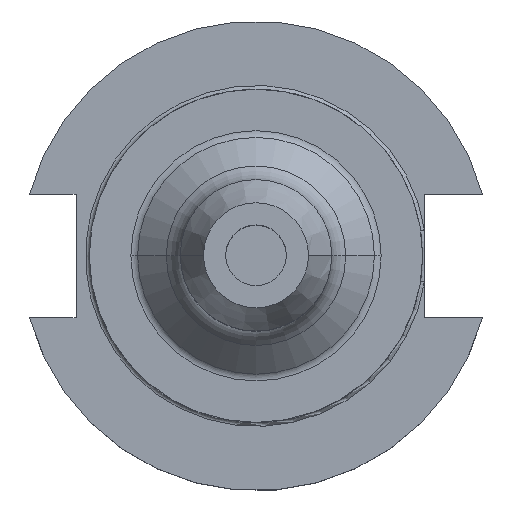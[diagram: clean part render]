
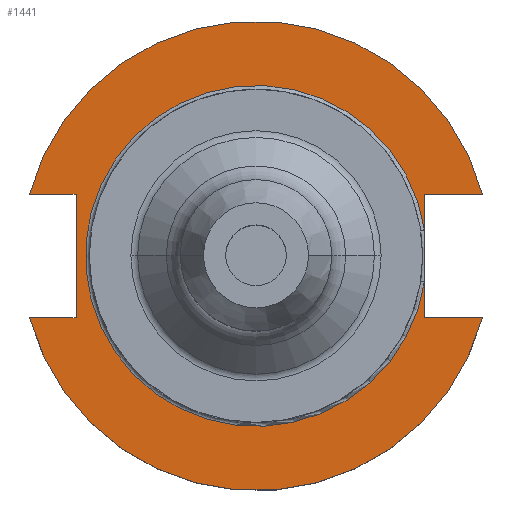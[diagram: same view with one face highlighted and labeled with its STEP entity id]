
A CAD part, top view. The second image highlights one B-rep face of the part: STEP entity #1441.
In plain terms, the highlighted planar face has unit normal (0, 0, 1).
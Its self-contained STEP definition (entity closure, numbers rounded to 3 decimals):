
#33 = ORIENTED_EDGE ( 'NONE', *, *, #589, .T. ) ;
#35 = VECTOR ( 'NONE', #45, 1000. ) ;
#45 = DIRECTION ( 'NONE',  ( 0., 1., 0. ) ) ;
#89 = EDGE_CURVE ( 'NONE', #704, #793, #164, .T. ) ;
#164 = CIRCLE ( 'NONE', #1555, 49.212 ) ;
#184 = CARTESIAN_POINT ( 'NONE',  ( -47.477, -12.954, 19.05 ) ) ;
#185 = CARTESIAN_POINT ( 'NONE',  ( -37.719, 12.954, 19.05 ) ) ;
#188 = ORIENTED_EDGE ( 'NONE', *, *, #1021, .T. ) ;
#202 = VERTEX_POINT ( 'NONE', #237 ) ;
#237 = CARTESIAN_POINT ( 'NONE',  ( 35.306, -12.954, 19.05 ) ) ;
#286 = CIRCLE ( 'NONE', #1419, 35.725 ) ;
#288 = CARTESIAN_POINT ( 'NONE',  ( 35.306, 12.954, 19.05 ) ) ;
#292 = EDGE_CURVE ( 'NONE', #425, #1741, #1773, .T. ) ;
#303 = CARTESIAN_POINT ( 'NONE',  ( 0., 0., 19.05 ) ) ;
#320 = ORIENTED_EDGE ( 'NONE', *, *, #1622, .F. ) ;
#322 = CARTESIAN_POINT ( 'NONE',  ( -63.719, -12.954, 19.05 ) ) ;
#343 = CARTESIAN_POINT ( 'NONE',  ( -47.477, 12.954, 19.05 ) ) ;
#353 = CARTESIAN_POINT ( 'NONE',  ( 47.477, -12.954, 19.05 ) ) ;
#359 = ORIENTED_EDGE ( 'NONE', *, *, #1257, .F. ) ;
#399 = EDGE_CURVE ( 'NONE', #1048, #1821, #405, .T. ) ;
#405 = LINE ( 'NONE', #185, #35 ) ;
#409 = CARTESIAN_POINT ( 'NONE',  ( 35.306, 12.954, 19.05 ) ) ;
#425 = VERTEX_POINT ( 'NONE', #1126 ) ;
#527 = DIRECTION ( 'NONE',  ( -1., 0., 0. ) ) ;
#531 = CARTESIAN_POINT ( 'NONE',  ( 35.306, 5.455, 19.05 ) ) ;
#536 = CIRCLE ( 'NONE', #736, 49.212 ) ;
#539 = DIRECTION ( 'NONE',  ( 0., -1., 0. ) ) ;
#555 = VECTOR ( 'NONE', #1767, 1000. ) ;
#589 = EDGE_CURVE ( 'NONE', #1363, #1625, #286, .T. ) ;
#590 = DIRECTION ( 'NONE',  ( 1., 0., 0. ) ) ;
#595 = ORIENTED_EDGE ( 'NONE', *, *, #292, .F. ) ;
#622 = CARTESIAN_POINT ( 'NONE',  ( 0., 0., 19.05 ) ) ;
#665 = DIRECTION ( 'NONE',  ( 0., 0., 1. ) ) ;
#677 = AXIS2_PLACEMENT_3D ( 'NONE', #841, #800, #1726 ) ;
#694 = LINE ( 'NONE', #322, #1112 ) ;
#700 = ORIENTED_EDGE ( 'NONE', *, *, #1193, .F. ) ;
#704 = VERTEX_POINT ( 'NONE', #184 ) ;
#711 = ORIENTED_EDGE ( 'NONE', *, *, #399, .F. ) ;
#736 = AXIS2_PLACEMENT_3D ( 'NONE', #1240, #1208, #1111 ) ;
#793 = VERTEX_POINT ( 'NONE', #353 ) ;
#800 = DIRECTION ( 'NONE',  ( 0., 0., 1. ) ) ;
#841 = CARTESIAN_POINT ( 'NONE',  ( 0., 49.212, 19.05 ) ) ;
#989 = VECTOR ( 'NONE', #1295, 1000. ) ;
#1021 = EDGE_CURVE ( 'NONE', #425, #1389, #536, .T. ) ;
#1041 = ORIENTED_EDGE ( 'NONE', *, *, #1599, .F. ) ;
#1048 = VERTEX_POINT ( 'NONE', #1249 ) ;
#1111 = DIRECTION ( 'NONE',  ( 1., 0., 0. ) ) ;
#1112 = VECTOR ( 'NONE', #590, 1000. ) ;
#1126 = CARTESIAN_POINT ( 'NONE',  ( 47.477, 12.954, 19.05 ) ) ;
#1132 = CARTESIAN_POINT ( 'NONE',  ( 35.306, 12.954, 19.05 ) ) ;
#1184 = DIRECTION ( 'NONE',  ( 1., 0., 0. ) ) ;
#1193 = EDGE_CURVE ( 'NONE', #704, #1048, #694, .T. ) ;
#1208 = DIRECTION ( 'NONE',  ( 0., 0., 1. ) ) ;
#1229 = CARTESIAN_POINT ( 'NONE',  ( 35.306, 12.954, 19.05 ) ) ;
#1240 = CARTESIAN_POINT ( 'NONE',  ( 0., 0., 19.05 ) ) ;
#1249 = CARTESIAN_POINT ( 'NONE',  ( -37.719, -12.954, 19.05 ) ) ;
#1257 = EDGE_CURVE ( 'NONE', #202, #793, #1715, .T. ) ;
#1291 = ORIENTED_EDGE ( 'NONE', *, *, #1600, .F. ) ;
#1295 = DIRECTION ( 'NONE',  ( 0., -1., 0. ) ) ;
#1329 = VECTOR ( 'NONE', #1815, 1000. ) ;
#1341 = LINE ( 'NONE', #1579, #1702 ) ;
#1363 = VERTEX_POINT ( 'NONE', #1529 ) ;
#1389 = VERTEX_POINT ( 'NONE', #343 ) ;
#1390 = LINE ( 'NONE', #409, #989 ) ;
#1419 = AXIS2_PLACEMENT_3D ( 'NONE', #622, #1848, #1475 ) ;
#1441 = ADVANCED_FACE ( 'NONE', ( #1775 ), #1605, .T. ) ;
#1475 = DIRECTION ( 'NONE',  ( 1., 0., 0. ) ) ;
#1529 = CARTESIAN_POINT ( 'NONE',  ( 35.306, -5.455, 19.05 ) ) ;
#1555 = AXIS2_PLACEMENT_3D ( 'NONE', #303, #665, #1184 ) ;
#1566 = ORIENTED_EDGE ( 'NONE', *, *, #89, .T. ) ;
#1579 = CARTESIAN_POINT ( 'NONE',  ( -63.719, 12.954, 19.05 ) ) ;
#1583 = CARTESIAN_POINT ( 'NONE',  ( -37.719, 12.954, 19.05 ) ) ;
#1599 = EDGE_CURVE ( 'NONE', #1741, #1625, #1390, .T. ) ;
#1600 = EDGE_CURVE ( 'NONE', #1363, #202, #1840, .T. ) ;
#1605 = PLANE ( 'NONE',  #677 ) ;
#1622 = EDGE_CURVE ( 'NONE', #1821, #1389, #1341, .T. ) ;
#1625 = VERTEX_POINT ( 'NONE', #531 ) ;
#1639 = CARTESIAN_POINT ( 'NONE',  ( 35.306, -12.954, 19.05 ) ) ;
#1702 = VECTOR ( 'NONE', #527, 1000. ) ;
#1715 = LINE ( 'NONE', #1639, #555 ) ;
#1726 = DIRECTION ( 'NONE',  ( 1., 0., 0. ) ) ;
#1741 = VERTEX_POINT ( 'NONE', #1132 ) ;
#1742 = VECTOR ( 'NONE', #539, 1000. ) ;
#1767 = DIRECTION ( 'NONE',  ( 1., 0., 0. ) ) ;
#1773 = LINE ( 'NONE', #1229, #1329 ) ;
#1775 = FACE_OUTER_BOUND ( 'NONE', #1810, .T. ) ;
#1810 = EDGE_LOOP ( 'NONE', ( #1291, #33, #1041, #595, #188, #320, #711, #700, #1566, #359 ) ) ;
#1815 = DIRECTION ( 'NONE',  ( -1., 0., 0. ) ) ;
#1821 = VERTEX_POINT ( 'NONE', #1583 ) ;
#1840 = LINE ( 'NONE', #288, #1742 ) ;
#1848 = DIRECTION ( 'NONE',  ( 0., 0., -1. ) ) ;
